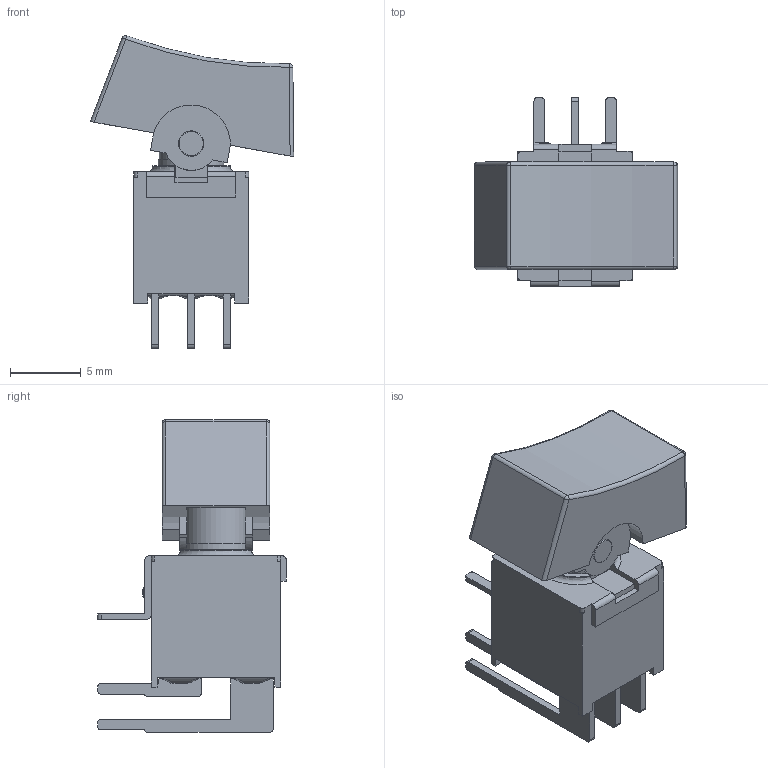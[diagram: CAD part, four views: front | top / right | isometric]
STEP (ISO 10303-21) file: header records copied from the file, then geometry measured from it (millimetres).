
FILE_DESCRIPTION((' '),'2;1');
FILE_NAME('400AWMDPxR1M6xE.stp','2017-08-02T14:33:40',(' '),(' '),' ','ACIS',' ');
FILE_SCHEMA(('CONFIG_CONTROL_DESIGN'));
Length unit declared in the file: inch
Products named in the file (1): 400AWMDPxR1M6xE.stp
Bounding box: 14.39 x 13.36 x 22.14 mm (x, y, z)
Volume: 1088.3 mm3; surface area: 1432.7 mm2
Topology: 1 solids, 1 shells, 229 faces, 648 edges, 424 vertices
Faces by surface type: plane 129, cylinder 70, bspline 18, torus 6, sphere 4, cone 2
Full cylindrical faces by diameter (mm): 3.5 x1
Entity records: 8388 total; most frequent: CARTESIAN_POINT 2421, ORIENTED_EDGE 1274, DIRECTION 1161, EDGE_CURVE 637, VERTEX_POINT 422, VECTOR 401, LINE 401, AXIS2_PLACEMENT_3D 380
